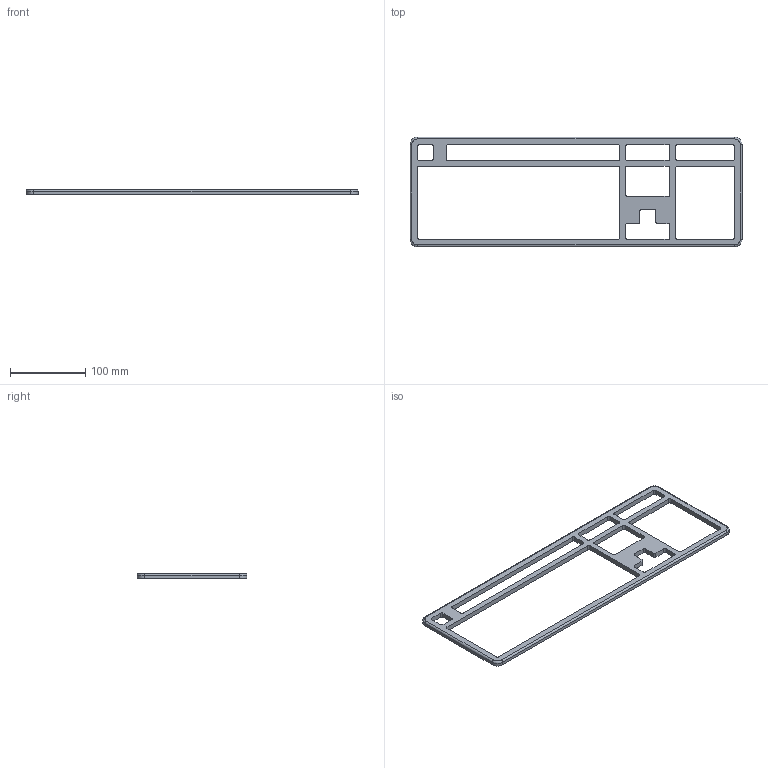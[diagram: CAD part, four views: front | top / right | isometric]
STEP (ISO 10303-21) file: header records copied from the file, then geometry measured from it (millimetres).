
FILE_DESCRIPTION(('HOOPS Exchange Step'),'2;1');
FILE_NAME('temp_export','2023-12-12T15:50:26-05:00',('jscotto'),('Shapr3D Limited'),'HOOPS Exchange 2023.2','Shapr3D','Authorized');
FILE_SCHEMA( ('AUTOMOTIVE_DESIGN { 1 0 10303 214 1 1 1 1 }') );
Length unit declared in the file: millimetre
Products named in the file (1): Case (Top)
Bounding box: 441.1 x 145.82 x 6.6 mm (x, y, z)
Volume: 118581.8 mm3; surface area: 59844.5 mm2
Topology: 1 solids, 1 shells, 148 faces, 343 edges, 226 vertices
Faces by surface type: cylinder 73, plane 71, torus 4
Full cylindrical faces by diameter (mm): 3.6 x29
Entity records: 4309 total; most frequent: DIRECTION 791, CARTESIAN_POINT 718, ORIENTED_EDGE 686, EDGE_CURVE 343, AXIS2_PLACEMENT_3D 299, VERTEX_POINT 226, VECTOR 193, LINE 193
